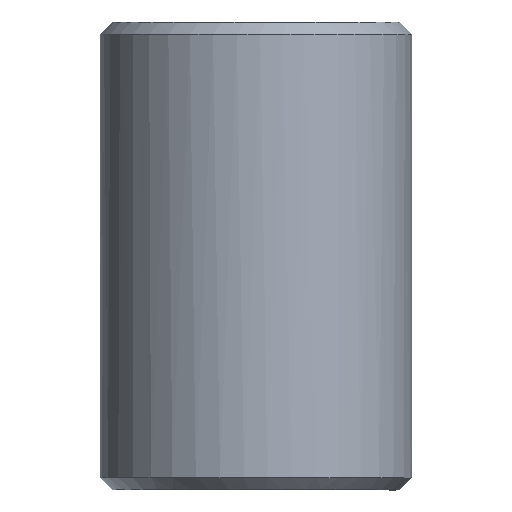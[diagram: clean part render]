
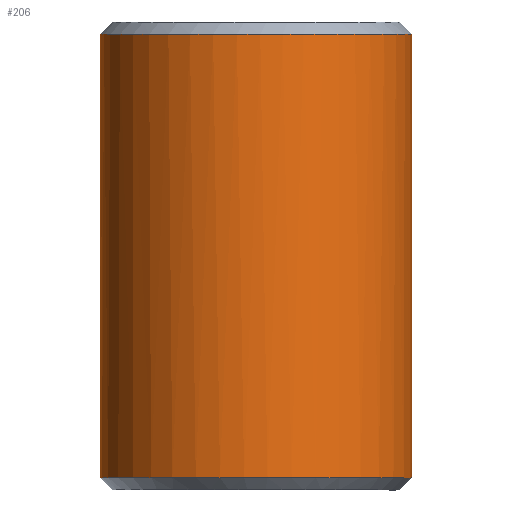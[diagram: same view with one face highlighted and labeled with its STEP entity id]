
A CAD part, front view. The second image highlights one B-rep face of the part: STEP entity #206.
In plain terms, the highlighted free-form (B-spline) face has degree [2, 1] with [7, 2] control points.
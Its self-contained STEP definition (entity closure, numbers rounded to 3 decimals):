
#87 = VERTEX_POINT('',#88);
#88 = CARTESIAN_POINT('',(4.868,0.,-6.913));
#93 = EDGE_CURVE('',#94,#87,#96,.T.);
#94 = VERTEX_POINT('',#95);
#95 = CARTESIAN_POINT('',(-4.868,-0.049,
    -6.913));
#96 = ( BOUNDED_CURVE() B_SPLINE_CURVE(2,(#97,#98,#99,#100,#101),
.UNSPECIFIED.,.F.,.F.) B_SPLINE_CURVE_WITH_KNOTS((3,2,3),(3.152
,4.717,6.283),.PIECEWISE_BEZIER_KNOTS.) CURVE() 
GEOMETRIC_REPRESENTATION_ITEM() RATIONAL_B_SPLINE_CURVE((1.,
0.709,1.,0.709,1.)) REPRESENTATION_ITEM('') );
#97 = CARTESIAN_POINT('',(-4.868,-0.049,
    -6.913));
#98 = CARTESIAN_POINT('',(-4.82,-4.893,
    -6.913));
#99 = CARTESIAN_POINT('',(0.024,-4.868,
    -6.913));
#100 = CARTESIAN_POINT('',(4.868,-4.844,
    -6.913));
#101 = CARTESIAN_POINT('',(4.868,0.,
    -6.913));
#206 = ADVANCED_FACE('',(#207),#244,.T.);
#207 = FACE_BOUND('',#208,.T.);
#208 = EDGE_LOOP('',(#209,#210,#220,#227,#239));
#209 = ORIENTED_EDGE('',*,*,#93,.T.);
#210 = ORIENTED_EDGE('',*,*,#211,.T.);
#211 = EDGE_CURVE('',#87,#212,#214,.T.);
#212 = VERTEX_POINT('',#213);
#213 = CARTESIAN_POINT('',(-4.868,0.049,
    -6.913));
#214 = ( BOUNDED_CURVE() B_SPLINE_CURVE(2,(#215,#216,#217,#218,#219),
.UNSPECIFIED.,.F.,.F.) B_SPLINE_CURVE_WITH_KNOTS((3,2,3),(0.,
1.566,3.132),.PIECEWISE_BEZIER_KNOTS.) CURVE() 
GEOMETRIC_REPRESENTATION_ITEM() RATIONAL_B_SPLINE_CURVE((1.,
0.709,1.,0.709,1.)) REPRESENTATION_ITEM('') );
#215 = CARTESIAN_POINT('',(4.868,0.,-6.913));
#216 = CARTESIAN_POINT('',(4.868,4.844,-6.913
    ));
#217 = CARTESIAN_POINT('',(0.024,4.868,
    -6.913));
#218 = CARTESIAN_POINT('',(-4.82,4.893,
    -6.913));
#219 = CARTESIAN_POINT('',(-4.868,0.049,
    -6.913));
#220 = ORIENTED_EDGE('',*,*,#221,.T.);
#221 = EDGE_CURVE('',#212,#222,#224,.T.);
#222 = VERTEX_POINT('',#223);
#223 = CARTESIAN_POINT('',(-4.868,0.049,
    6.913));
#224 = B_SPLINE_CURVE_WITH_KNOTS('',1,(#225,#226),.UNSPECIFIED.,.F.,.F.,
  (2,2),(-14.6,-0.4),.PIECEWISE_BEZIER_KNOTS.);
#225 = CARTESIAN_POINT('',(-4.868,0.049,
    -6.913));
#226 = CARTESIAN_POINT('',(-4.868,0.049,
    6.913));
#227 = ORIENTED_EDGE('',*,*,#228,.T.);
#228 = EDGE_CURVE('',#222,#229,#231,.T.);
#229 = VERTEX_POINT('',#230);
#230 = CARTESIAN_POINT('',(-4.868,-0.049,
    6.913));
#231 = ( BOUNDED_CURVE() B_SPLINE_CURVE(2,(#232,#233,#234,#235,#236,#237
,#238),.UNSPECIFIED.,.F.,.F.) B_SPLINE_CURVE_WITH_KNOTS((3,2,2,3),(
    3.152,5.239,7.327,9.415),
.PIECEWISE_BEZIER_KNOTS.) CURVE() GEOMETRIC_REPRESENTATION_ITEM() 
RATIONAL_B_SPLINE_CURVE((1.,0.503,1.,0.503,1.,
0.503,1.)) REPRESENTATION_ITEM('') );
#232 = CARTESIAN_POINT('',(-4.868,0.049,
    6.913));
#233 = CARTESIAN_POINT('',(-4.785,8.416,6.913
    ));
#234 = CARTESIAN_POINT('',(2.448,4.208,6.913)
  );
#235 = CARTESIAN_POINT('',(9.681,0.,
    6.913));
#236 = CARTESIAN_POINT('',(2.448,-4.208,6.913
    ));
#237 = CARTESIAN_POINT('',(-4.785,-8.416,
    6.913));
#238 = CARTESIAN_POINT('',(-4.868,-0.049,
    6.913));
#239 = ORIENTED_EDGE('',*,*,#240,.T.);
#240 = EDGE_CURVE('',#229,#94,#241,.T.);
#241 = B_SPLINE_CURVE_WITH_KNOTS('',1,(#242,#243),.UNSPECIFIED.,.F.,.F.,
  (2,2),(0.4,14.6),.PIECEWISE_BEZIER_KNOTS.);
#242 = CARTESIAN_POINT('',(-4.868,-0.049,
    6.913));
#243 = CARTESIAN_POINT('',(-4.868,-0.049,
    -6.913));
#244 = ( BOUNDED_SURFACE() B_SPLINE_SURFACE(2,1,(
    (#245,#246)
    ,(#247,#248)
    ,(#249,#250)
    ,(#251,#252)
    ,(#253,#254)
    ,(#255,#256)
,(#257,#258
    )),.UNSPECIFIED.,.F.,.F.,.F.) B_SPLINE_SURFACE_WITH_KNOTS((3,2,2,3),
  (2,2),(0.01,2.098,4.185,6.273
),(0.4,14.6),.PIECEWISE_BEZIER_KNOTS.) GEOMETRIC_REPRESENTATION_ITEM() 
RATIONAL_B_SPLINE_SURFACE((
    (1.,1.)
    ,(0.503,0.503)
    ,(1.,1.)
    ,(0.503,0.503)
    ,(1.,1.)
    ,(0.503,0.503)
,(1.,1.))) REPRESENTATION_ITEM('') SURFACE() );
#245 = CARTESIAN_POINT('',(-4.868,0.049,
    6.913));
#246 = CARTESIAN_POINT('',(-4.868,0.049,
    -6.913));
#247 = CARTESIAN_POINT('',(-4.785,8.416,6.913
    ));
#248 = CARTESIAN_POINT('',(-4.785,8.416,
    -6.913));
#249 = CARTESIAN_POINT('',(2.448,4.208,6.913)
  );
#250 = CARTESIAN_POINT('',(2.448,4.208,-6.913
    ));
#251 = CARTESIAN_POINT('',(9.681,0.,
    6.913));
#252 = CARTESIAN_POINT('',(9.681,0.,
    -6.913));
#253 = CARTESIAN_POINT('',(2.448,-4.208,6.913
    ));
#254 = CARTESIAN_POINT('',(2.448,-4.208,
    -6.913));
#255 = CARTESIAN_POINT('',(-4.785,-8.416,
    6.913));
#256 = CARTESIAN_POINT('',(-4.785,-8.416,
    -6.913));
#257 = CARTESIAN_POINT('',(-4.868,-0.049,
    6.913));
#258 = CARTESIAN_POINT('',(-4.868,-0.049,
    -6.913));
